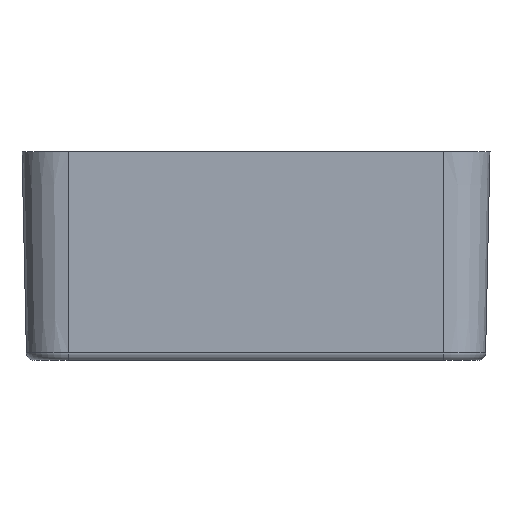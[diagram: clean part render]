
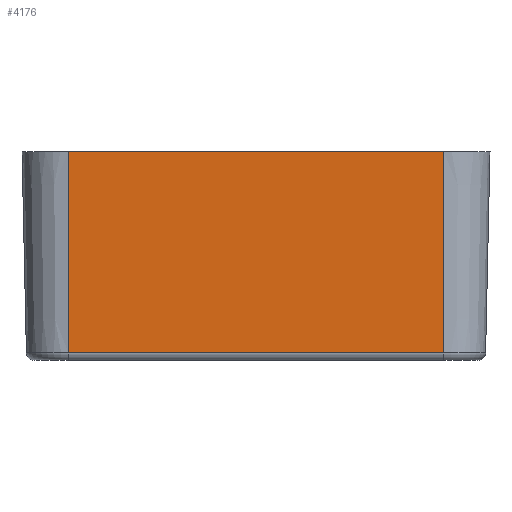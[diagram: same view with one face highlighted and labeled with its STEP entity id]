
A CAD part, left-side view. The second image highlights one B-rep face of the part: STEP entity #4176.
In plain terms, the highlighted planar face has unit normal (-1, 0, -0.022).
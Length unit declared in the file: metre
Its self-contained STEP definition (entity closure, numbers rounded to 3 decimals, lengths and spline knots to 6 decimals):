
#276=LINE('',#5761,#669);
#292=LINE('',#5834,#685);
#297=LINE('',#5845,#690);
#298=LINE('',#5847,#691);
#669=VECTOR('',#4753,1.);
#685=VECTOR('',#4811,1.);
#690=VECTOR('',#4824,1.);
#691=VECTOR('',#4825,1.);
#1110=ORIENTED_EDGE('',*,*,#2359,.F.);
#1111=ORIENTED_EDGE('',*,*,#2360,.F.);
#1112=ORIENTED_EDGE('',*,*,#2317,.F.);
#1113=ORIENTED_EDGE('',*,*,#2353,.T.);
#2317=EDGE_CURVE('',#2944,#2945,#276,.T.);
#2353=EDGE_CURVE('',#2944,#2979,#292,.T.);
#2359=EDGE_CURVE('',#2983,#2979,#297,.T.);
#2360=EDGE_CURVE('',#2945,#2983,#298,.T.);
#2944=VERTEX_POINT('',#5760);
#2945=VERTEX_POINT('',#5762);
#2979=VERTEX_POINT('',#5832);
#2983=VERTEX_POINT('',#5846);
#3466=EDGE_LOOP('',(#1110,#1111,#1112,#1113));
#3757=FACE_BOUND('',#3466,.T.);
#4045=PLANE('',#4466);
#4176=ADVANCED_FACE('',(#3757),#4045,.T.);
#4466=AXIS2_PLACEMENT_3D('',#5844,#4822,#4823);
#4753=DIRECTION('',(0.,-1.,0.));
#4811=DIRECTION('',(0.022,0.,-1.));
#4822=DIRECTION('',(-1.,0.,-0.022));
#4823=DIRECTION('',(0.,1.,0.));
#4824=DIRECTION('',(0.,1.,0.));
#4825=DIRECTION('',(0.022,0.,-1.));
#5760=CARTESIAN_POINT('',(-0.0562,0.02425,0.));
#5761=CARTESIAN_POINT('',(-0.0562,0.02425,0.));
#5762=CARTESIAN_POINT('',(-0.0562,-0.02425,0.));
#5832=CARTESIAN_POINT('',(-0.055632,0.02425,-0.026022));
#5834=CARTESIAN_POINT('',(-0.0562,0.02425,0.));
#5844=CARTESIAN_POINT('',(-0.0562,0.02425,0.));
#5845=CARTESIAN_POINT('',(-0.055632,0.012125,-0.026022));
#5846=CARTESIAN_POINT('',(-0.055632,-0.02425,-0.026022));
#5847=CARTESIAN_POINT('',(-0.0562,-0.02425,0.));
